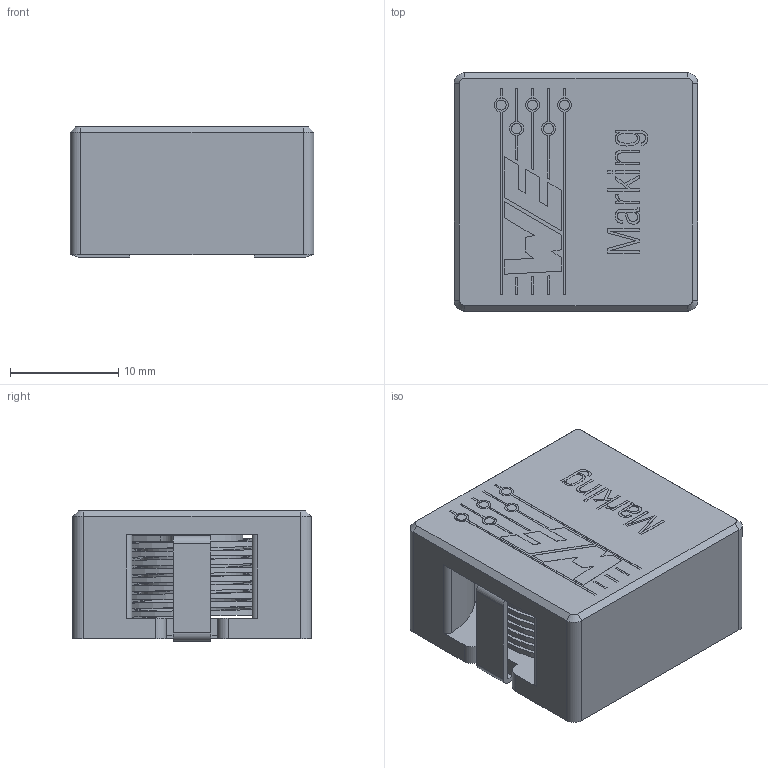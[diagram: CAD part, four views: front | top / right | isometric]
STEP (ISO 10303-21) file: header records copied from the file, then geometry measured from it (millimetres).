
FILE_DESCRIPTION(/* description */ ('Unknown'),/* implementation_level */ '2;1');
FILE_NAME(/* name */ 'L_Wurth_WE-HCI_2212',/* time_stamp */ '2022-03-08T10:16:40+08:00',/* author */ ('Unknown'),/* organization */ ('Unknown'),/* preprocessor_version */ 'ST-DEVELOPER v16.7',/* originating_system */ 'Solid Edge',/* authorisation */ 'Unknown');
FILE_SCHEMA (('AUTOMOTIVE_DESIGN { 1 0 10303 214 3 1 1 }','AUTOMOTIVE_DESIGN {1 0 10303 214 3 1 1}'));
Length unit declared in the file: millimetre
Products named in the file (2): L_Wurth_WE-HCI_2212
Assembly tree (1 placements, depth 2):
  L_Wurth_WE-HCI_2212
    L_Wurth_WE-HCI_2212
Bounding box: 22.5 x 22 x 12 mm (x, y, z)
Volume: 4391.5 mm3; surface area: 6516.6 mm2
Topology: 1 solids, 1 shells, 258 faces, 693 edges, 457 vertices
Faces by surface type: plane 192, cylinder 48, bspline 14, cone 4
Full cylindrical faces by diameter (mm): 0.925 x5, 9.4 x1
Entity records: 11087 total; most frequent: CARTESIAN_POINT 2793, ORIENTED_EDGE 1370, DIRECTION 1253, EDGE_CURVE 685, LINE 553, VECTOR 553, VERTEX_POINT 456, AXIS2_PLACEMENT_3D 350
